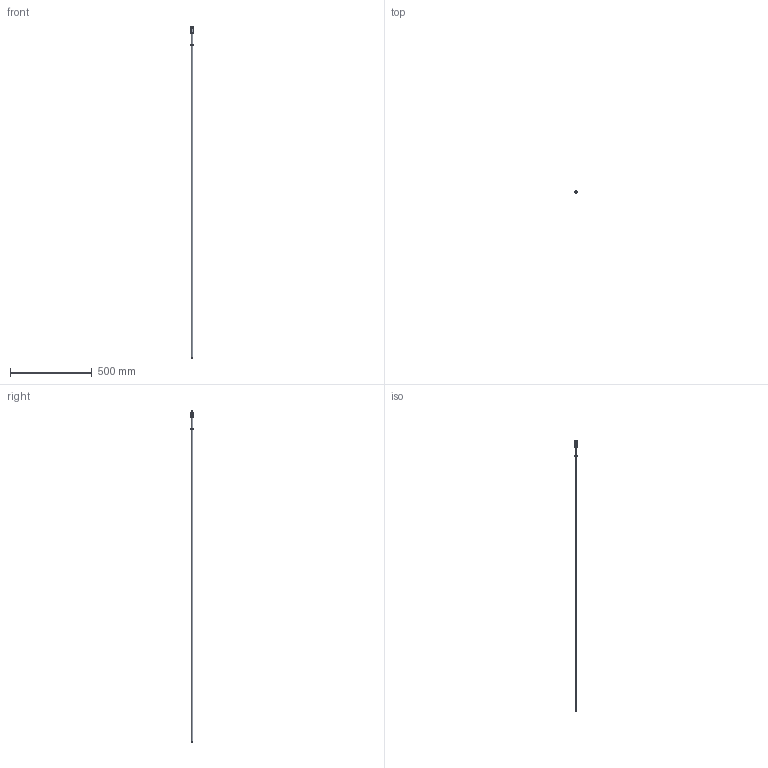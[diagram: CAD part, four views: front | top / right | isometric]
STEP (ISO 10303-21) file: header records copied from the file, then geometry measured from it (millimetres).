
FILE_DESCRIPTION(/* description */ (''),/* implementation_level */ '2;1');
FILE_NAME(/* name */ '56-020-1.stp',/* time_stamp */ '2023-05-12T13:36:10-04:00',/* author */ ('jmurphy'),/* organization */ (''),/* preprocessor_version */ 'ST-DEVELOPER v18.1',/* originating_system */ 'AutoCAD Mechanical',/* authorisation */ '');
FILE_SCHEMA (('AUTOMOTIVE_DESIGN { 1 0 10303 214 3 1 1 }'));
Length unit declared in the file: millimetre
Products named in the file (5): Product; 6261K193 ANSI 40 Connecting Link; SRF-40; M8 Flat Washer; M8 Hex Jam Nut
Assembly tree (7 placements, depth 2):
  Product
    6261K193 ANSI 40 Connecting Link
    SRF-40
    M8 Hex Jam Nut  x3
    M8 Flat Washer  x2
Bounding box: 17.2 x 16 x 2025.01 mm (x, y, z)
Volume: 106539.3 mm3; surface area: 56062.3 mm2
Topology: 9 solids, 9 shells, 150 faces, 332 edges, 208 vertices
Faces by surface type: plane 62, cylinder 46, cone 42
Full cylindrical faces by diameter (mm): 4 x1, 6.647 x1, 8 x4, 8.4 x2, 16 x2
Entity records: 3036 total; most frequent: CARTESIAN_POINT 579, DIRECTION 530, ORIENTED_EDGE 470, EDGE_CURVE 235, AXIS2_PLACEMENT_3D 217, VERTEX_POINT 152, EDGE_LOOP 121, FACE_OUTER_BOUND 104
